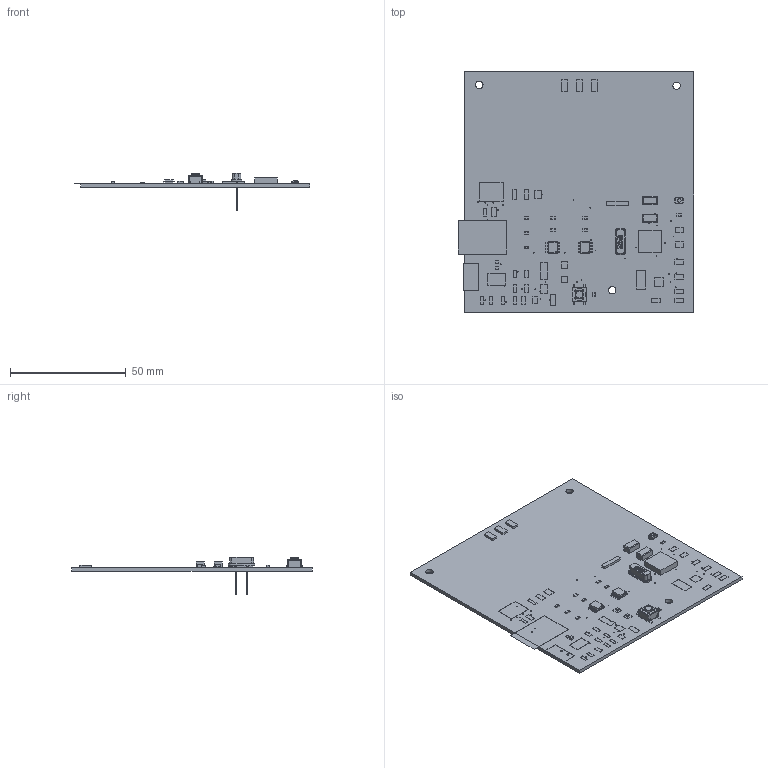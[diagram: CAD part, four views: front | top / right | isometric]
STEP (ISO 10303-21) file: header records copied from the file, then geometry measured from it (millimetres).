
FILE_DESCRIPTION(/* description */ (''),/* implementation_level */ '2;1');
FILE_NAME(/* name */ 'esquematico v3.step',/* time_stamp */ '2020-12-21T17:12:25-03:00',/* author */ (''),/* organization */ (''),/* preprocessor_version */ 'ST-DEVELOPER v18.1',/* originating_system */ 'Autodesk Translation Framework v9.7.1.1290',/* authorisation */ '');
FILE_SCHEMA (('AUTOMOTIVE_DESIGN { 1 0 10303 214 3 1 1 }'));
Length unit declared in the file: millimetre
Products named in the file (36): esquematico; Board; Packages; SO16; SWITCH-OMRON_B3U-1000P; CAPM6032X280; XTAL_HC49; SOIC-8; USB-MICROB-POWERONLY; PTS645-SMT-6MM; R0805; Ferrite; Contact; 0603; 1206; 1X04; TQFP32-08; SMT-JUMPER_2_NC_TRACE_NO-SILK; SMT-JUMPER_2_NO_NO-SILK; 0603 (1); 0603-RES; 1X01; TSSOP8; 1X1-BIGPOGO; A/3216-18R; C0805K; CHIP-LED0805; MICROSD; R0805 (1); SOT23-5L; SO08; SOT23-6L; 0805; 2512; SOLDERJUMPER_REFLOW_NOPASTE; SOT23-8
Assembly tree (61 placements, depth 4):
  esquematico
    Board
    Packages
      SO16
      SWITCH-OMRON_B3U-1000P
      CAPM6032X280  x2
      XTAL_HC49
      SOIC-8
      USB-MICROB-POWERONLY
      PTS645-SMT-6MM
      R0805  x9
        Ferrite
        Contact
      0603  x2
      1206
      1X04
      TQFP32-08
      SMT-JUMPER_2_NC_TRACE_NO-SILK
      SMT-JUMPER_2_NO_NO-SILK
      0603 (1)  x5
      0603-RES
      1X01  x2
      TSSOP8
      1X1-BIGPOGO  x3
      A/3216-18R
      C0805K
      CHIP-LED0805  x3
      MICROSD
      R0805 (1)
      SOT23-5L
      SO08  x2
      SOT23-6L
      0805  x5
      2512
      SOLDERJUMPER_REFLOW_NOPASTE  x2
      SOT23-8
Bounding box: 101.93 x 103.81 x 16.3 mm (x, y, z)
Volume: 16947.1 mm3; surface area: 24319.9 mm2
Topology: 75 solids, 75 shells, 1076 faces, 2589 edges, 1688 vertices
Faces by surface type: plane 848, cylinder 188, bspline 27, torus 13
Full cylindrical faces by diameter (mm): 0.35 x52, 0.43 x2, 0.65 x2, 0.7 x4, 0.83 x2, 1.016 x6, 1.4 x3, 1.5 x1, 3.2 x3, 3.5 x1
Entity records: 23627 total; most frequent: CARTESIAN_POINT 5179, DIRECTION 3530, ORIENTED_EDGE 3440, EDGE_CURVE 1720, LINE 1334, VECTOR 1334, VERTEX_POINT 1123, AXIS2_PLACEMENT_3D 1098
